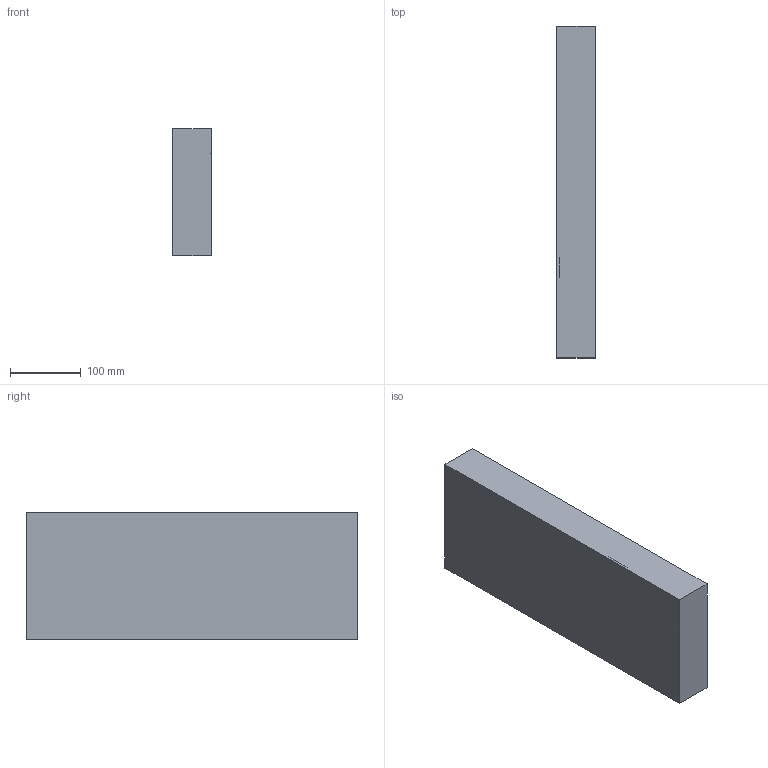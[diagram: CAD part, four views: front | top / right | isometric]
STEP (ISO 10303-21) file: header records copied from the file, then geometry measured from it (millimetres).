
FILE_DESCRIPTION(/* description */ (''),/* implementation_level */ '2;1');
FILE_NAME(/* name */ 'NewmaedaUE v2.step',/* time_stamp */ '2024-07-15T12:25:44+09:00',/* author */ (''),/* organization */ (''),/* preprocessor_version */ 'ST-DEVELOPER v20',/* originating_system */ 'Autodesk Translation Framework v13.14.0.145',/* authorisation */ '');
FILE_SCHEMA (('AUTOMOTIVE_DESIGN { 1 0 10303 214 3 1 1 }'));
Length unit declared in the file: millimetre
Products named in the file (1): NewmaedaUE
Bounding box: 55 x 470 x 180.23 mm (x, y, z)
Surface area: 394400.3 mm2
Topology: 2 solids, 2 shells, 12 faces, 24 edges, 16 vertices
Faces by surface type: plane 9, cylinder 2, bspline 1
Entity records: 1537 total; most frequent: CARTESIAN_POINT 1263, ORIENTED_EDGE 48, DIRECTION 44, EDGE_CURVE 24, LINE 18, VECTOR 18, VERTEX_POINT 16, AXIS2_PLACEMENT_3D 13
